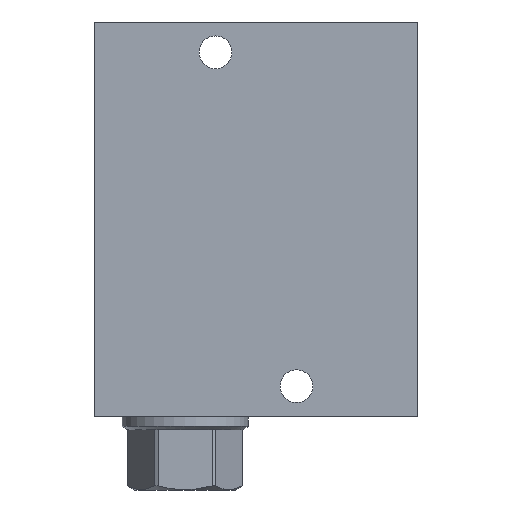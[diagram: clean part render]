
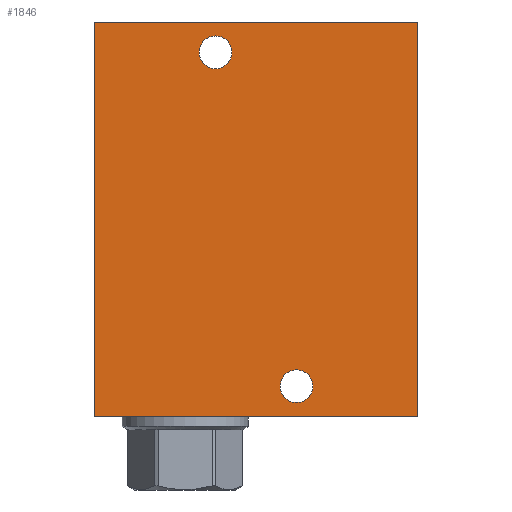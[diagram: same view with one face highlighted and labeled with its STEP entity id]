
A CAD part, front view. The second image highlights one B-rep face of the part: STEP entity #1846.
In plain terms, the highlighted planar face has unit normal (0, -1, 0).
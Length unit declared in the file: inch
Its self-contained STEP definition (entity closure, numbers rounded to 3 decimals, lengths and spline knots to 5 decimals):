
#5=DIRECTION('',(1.,0.,0.));
#6=VECTOR('',#5,4.);
#7=CARTESIAN_POINT('',(0.,-2.25,0.));
#8=LINE('',#7,#6);
#75=DIRECTION('',(0.,0.,1.));
#76=VECTOR('',#75,4.875);
#77=CARTESIAN_POINT('',(4.,-2.25,0.));
#78=LINE('',#77,#76);
#89=DIRECTION('',(0.,0.,1.));
#90=VECTOR('',#89,4.875);
#91=CARTESIAN_POINT('',(0.,-2.25,0.));
#92=LINE('',#91,#90);
#93=CARTESIAN_POINT('',(2.5,-2.25,0.375));
#94=DIRECTION('',(0.,1.,0.));
#95=DIRECTION('',(0.,0.,-1.));
#96=AXIS2_PLACEMENT_3D('',#93,#94,#95);
#98=CARTESIAN_POINT('',(2.5,-2.25,0.375));
#99=DIRECTION('',(0.,1.,0.));
#100=DIRECTION('',(0.,0.,1.));
#101=AXIS2_PLACEMENT_3D('',#98,#99,#100);
#103=CARTESIAN_POINT('',(1.5,-2.25,4.5));
#104=DIRECTION('',(0.,1.,0.));
#105=DIRECTION('',(0.,0.,-1.));
#106=AXIS2_PLACEMENT_3D('',#103,#104,#105);
#108=CARTESIAN_POINT('',(1.5,-2.25,4.5));
#109=DIRECTION('',(0.,1.,0.));
#110=DIRECTION('',(0.,0.,1.));
#111=AXIS2_PLACEMENT_3D('',#108,#109,#110);
#125=DIRECTION('',(1.,0.,0.));
#126=VECTOR('',#125,4.);
#127=CARTESIAN_POINT('',(0.,-2.25,4.875));
#128=LINE('',#127,#126);
#1504=CARTESIAN_POINT('',(0.,-2.25,0.));
#1506=VERTEX_POINT('',#1504);
#1507=CARTESIAN_POINT('',(4.,-2.25,0.));
#1508=VERTEX_POINT('',#1507);
#1512=CARTESIAN_POINT('',(0.,-2.25,4.875));
#1514=VERTEX_POINT('',#1512);
#1515=CARTESIAN_POINT('',(4.,-2.25,4.875));
#1516=VERTEX_POINT('',#1515);
#1645=CARTESIAN_POINT('',(2.5,-2.25,0.172));
#1646=CARTESIAN_POINT('',(2.5,-2.25,0.578));
#1647=VERTEX_POINT('',#1645);
#1648=VERTEX_POINT('',#1646);
#1657=CARTESIAN_POINT('',(1.5,-2.25,4.297));
#1658=CARTESIAN_POINT('',(1.5,-2.25,4.703));
#1659=VERTEX_POINT('',#1657);
#1660=VERTEX_POINT('',#1658);
#1822=CARTESIAN_POINT('',(0.,-2.25,0.));
#1823=DIRECTION('',(0.,-1.,0.));
#1824=DIRECTION('',(1.,0.,0.));
#1825=AXIS2_PLACEMENT_3D('',#1822,#1823,#1824);
#1826=PLANE('',#1825);
#1827=ORIENTED_EDGE('',*,*,#1734,.F.);
#1828=ORIENTED_EDGE('',*,*,#1759,.T.);
#1830=ORIENTED_EDGE('',*,*,#1829,.T.);
#1831=ORIENTED_EDGE('',*,*,#1808,.F.);
#1832=EDGE_LOOP('',(#1827,#1828,#1830,#1831));
#1833=FACE_OUTER_BOUND('',#1832,.F.);
#1835=ORIENTED_EDGE('',*,*,#1834,.F.);
#1837=ORIENTED_EDGE('',*,*,#1836,.F.);
#1838=EDGE_LOOP('',(#1835,#1837));
#1839=FACE_BOUND('',#1838,.F.);
#1841=ORIENTED_EDGE('',*,*,#1840,.F.);
#1843=ORIENTED_EDGE('',*,*,#1842,.F.);
#1844=EDGE_LOOP('',(#1841,#1843));
#1845=FACE_BOUND('',#1844,.F.);
#1846=ADVANCED_FACE('',(#1833,#1839,#1845),#1826,.T.);
#97=CIRCLE('',#96,0.203);
#102=CIRCLE('',#101,0.203);
#107=CIRCLE('',#106,0.203);
#112=CIRCLE('',#111,0.203);
#1734=EDGE_CURVE('',#1506,#1508,#8,.T.);
#1759=EDGE_CURVE('',#1506,#1514,#92,.T.);
#1808=EDGE_CURVE('',#1508,#1516,#78,.T.);
#1829=EDGE_CURVE('',#1514,#1516,#128,.T.);
#1834=EDGE_CURVE('',#1647,#1648,#97,.T.);
#1836=EDGE_CURVE('',#1648,#1647,#102,.T.);
#1840=EDGE_CURVE('',#1659,#1660,#107,.T.);
#1842=EDGE_CURVE('',#1660,#1659,#112,.T.);
